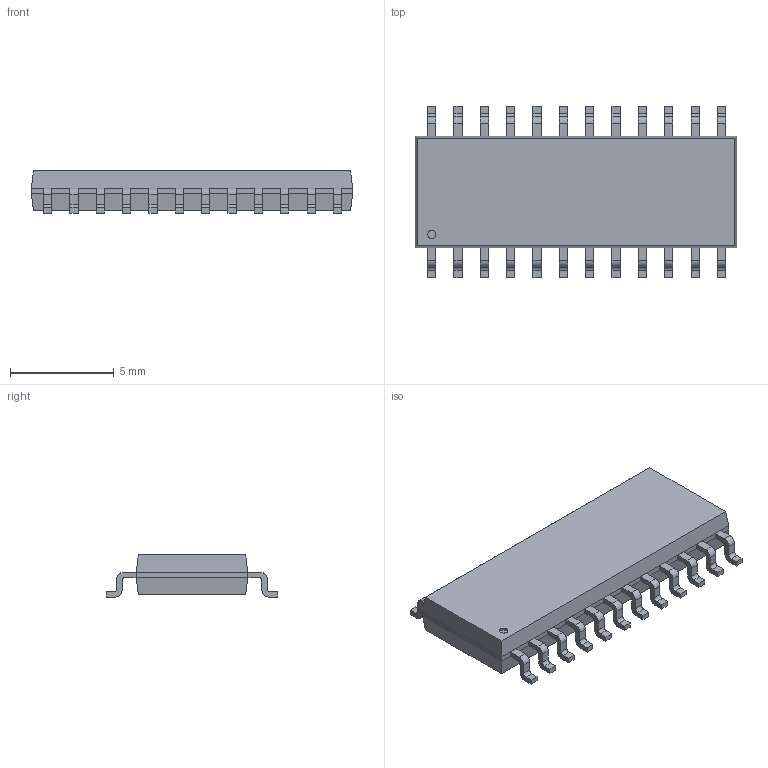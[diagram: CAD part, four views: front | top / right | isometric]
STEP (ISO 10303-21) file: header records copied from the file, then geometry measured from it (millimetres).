
FILE_DESCRIPTION(('FreeCAD Model'),'2;1');
FILE_NAME('Open CASCADE Shape Model','2022-02-11T01:13:15',('Author'),( ''),'Open CASCADE STEP processor 7.4','FreeCAD','Unknown');
FILE_SCHEMA(('AUTOMOTIVE_DESIGN { 1 0 10303 214 1 1 1 1 }'));
Length unit declared in the file: millimetre
Products named in the file (26): Unnamed; Part_14; Part_12; Part_4; Part_2; Part_11; Part_6; Part_1; Part_25; Part_15; Part_21; Part_17; Part_24; Part_23; Part_16; Part_8; Part_19; Part_18; Part_7; Part_3; Part_22; Part_20; Part_10; Part_9; Part_5; Part_13
Assembly tree (25 placements, depth 2):
  Unnamed
    Part_14
    Part_12
    Part_4
    Part_2
    Part_11
    Part_6
    Part_1
    Part_25
    Part_15
    Part_21
    Part_17
    Part_24
    Part_23
    Part_16
    Part_8
    Part_19
    Part_18
    Part_7
    Part_3
    Part_22
    Part_20
    Part_10
    Part_9
    Part_5
    Part_13
Bounding box: 15.49 x 8.26 x 2.03 mm (x, y, z)
Volume: 162.8 mm3; surface area: 312.9 mm2
Topology: 25 solids, 25 shells, 352 faces, 895 edges, 594 vertices
Faces by surface type: plane 255, cylinder 97
Full cylindrical faces by diameter (mm): 0.4 x1
Entity records: 11233 total; most frequent: CARTESIAN_POINT 1868, DIRECTION 1844, ORIENTED_EDGE 1790, EDGE_CURVE 895, LINE 700, VECTOR 700, VERTEX_POINT 594, AXIS2_PLACEMENT_3D 572
